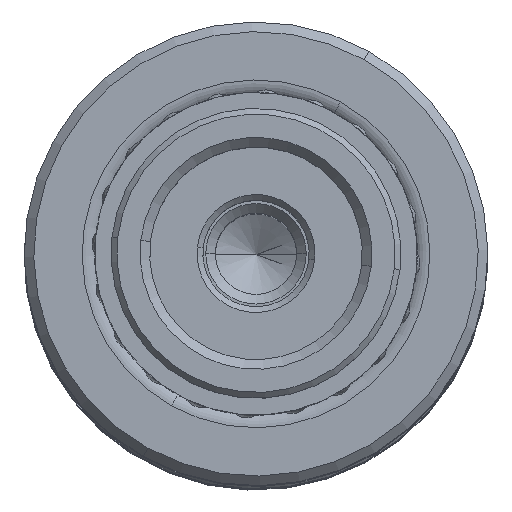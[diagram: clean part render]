
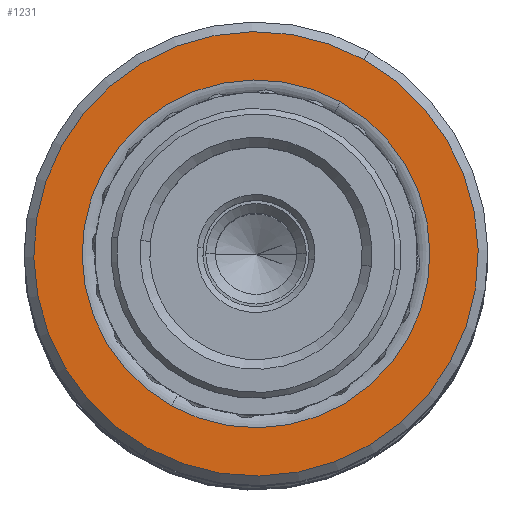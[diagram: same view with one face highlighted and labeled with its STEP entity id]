
A CAD part, top view. The second image highlights one B-rep face of the part: STEP entity #1231.
In plain terms, the highlighted face is planar.
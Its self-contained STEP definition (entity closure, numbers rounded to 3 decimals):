
#272 = ORIENTED_EDGE ( 'NONE', *, *, #26138, .T. ) ;
#654 = VERTEX_POINT ( 'NONE', #29077 ) ;
#881 = VERTEX_POINT ( 'NONE', #32878 ) ;
#1231 = ADVANCED_FACE ( 'NONE', ( #29513, #11796 ), #18731, .F. ) ;
#3381 = CARTESIAN_POINT ( 'NONE',  ( 0., 0., 0. ) ) ;
#4025 = VERTEX_POINT ( 'NONE', #23129 ) ;
#5441 = DIRECTION ( 'NONE',  ( 0., 0., 1. ) ) ;
#5510 = CARTESIAN_POINT ( 'NONE',  ( 0., 0., 0. ) ) ;
#6026 = DIRECTION ( 'NONE',  ( 1., 0., 0. ) ) ;
#7863 = EDGE_CURVE ( 'NONE', #654, #881, #9586, .T. ) ;
#8191 = DIRECTION ( 'NONE',  ( 1., 0., 0. ) ) ;
#9586 = CIRCLE ( 'NONE', #21028, 9. ) ;
#9639 = VERTEX_POINT ( 'NONE', #29230 ) ;
#9736 = CIRCLE ( 'NONE', #32636, 11.5 ) ;
#10274 = EDGE_CURVE ( 'NONE', #9639, #4025, #24959, .T. ) ;
#11796 = FACE_OUTER_BOUND ( 'NONE', #17203, .T. ) ;
#13399 = CIRCLE ( 'NONE', #21202, 9. ) ;
#13453 = AXIS2_PLACEMENT_3D ( 'NONE', #21050, #32328, #33675 ) ;
#15672 = CARTESIAN_POINT ( 'NONE',  ( 0., 0., 0. ) ) ;
#17203 = EDGE_LOOP ( 'NONE', ( #32200, #27975 ) ) ;
#18299 = DIRECTION ( 'NONE',  ( 1., 0., 0. ) ) ;
#18731 = PLANE ( 'NONE',  #13453 ) ;
#21028 = AXIS2_PLACEMENT_3D ( 'NONE', #15672, #31005, #18299 ) ;
#21050 = CARTESIAN_POINT ( 'NONE',  ( 0., 0., 0. ) ) ;
#21202 = AXIS2_PLACEMENT_3D ( 'NONE', #21283, #5441, #23913 ) ;
#21283 = CARTESIAN_POINT ( 'NONE',  ( 0., 0., 0. ) ) ;
#21863 = DIRECTION ( 'NONE',  ( 0., 0., -1. ) ) ;
#23129 = CARTESIAN_POINT ( 'NONE',  ( 11.5, 0., 0. ) ) ;
#23699 = AXIS2_PLACEMENT_3D ( 'NONE', #3381, #21863, #6026 ) ;
#23913 = DIRECTION ( 'NONE',  ( 1., 0., 0. ) ) ;
#23976 = DIRECTION ( 'NONE',  ( 0., 0., -1. ) ) ;
#24959 = CIRCLE ( 'NONE', #23699, 11.5 ) ;
#26138 = EDGE_CURVE ( 'NONE', #881, #654, #13399, .T. ) ;
#27267 = ORIENTED_EDGE ( 'NONE', *, *, #7863, .T. ) ;
#27975 = ORIENTED_EDGE ( 'NONE', *, *, #10274, .T. ) ;
#28705 = EDGE_LOOP ( 'NONE', ( #272, #27267 ) ) ;
#29077 = CARTESIAN_POINT ( 'NONE',  ( -9., 0., 0. ) ) ;
#29230 = CARTESIAN_POINT ( 'NONE',  ( -11.5, 0., 0. ) ) ;
#29513 = FACE_BOUND ( 'NONE', #28705, .T. ) ;
#30374 = EDGE_CURVE ( 'NONE', #4025, #9639, #9736, .T. ) ;
#31005 = DIRECTION ( 'NONE',  ( 0., 0., 1. ) ) ;
#32200 = ORIENTED_EDGE ( 'NONE', *, *, #30374, .T. ) ;
#32328 = DIRECTION ( 'NONE',  ( 0., 0., 1. ) ) ;
#32636 = AXIS2_PLACEMENT_3D ( 'NONE', #5510, #23976, #8191 ) ;
#32878 = CARTESIAN_POINT ( 'NONE',  ( 9., 0., 0. ) ) ;
#33675 = DIRECTION ( 'NONE',  ( 1., 0., 0. ) ) ;
